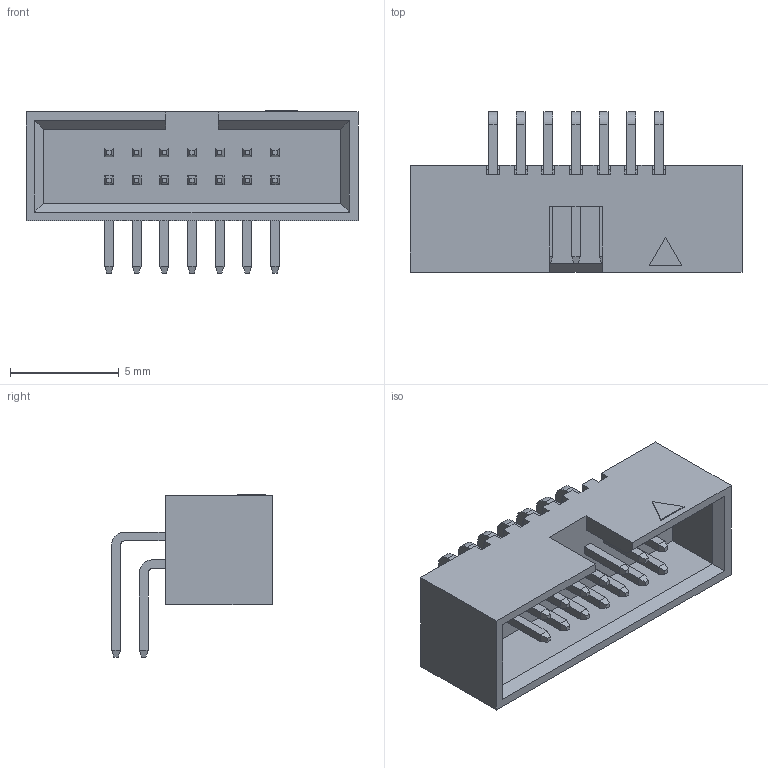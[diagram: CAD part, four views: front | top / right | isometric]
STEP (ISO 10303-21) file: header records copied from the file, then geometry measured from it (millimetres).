
FILE_DESCRIPTION(/* description */ ('Unknown'),/* implementation_level */ '2;1');
FILE_NAME(/* name */ '62701421721',/* time_stamp */ '2022-02-28T13:30:27+01:00',/* author */ ('Unknown'),/* organization */ ('Unknown'),/* preprocessor_version */ 'ST-DEVELOPER v16.7',/* originating_system */ 'Solid Edge',/* authorisation */ 'Unknown');
FILE_SCHEMA (('AUTOMOTIVE_DESIGN {1 0 10303 214 3 1 1}'));
Length unit declared in the file: millimetre
Products named in the file (4): 6270xx21721; 62701420621; 6270xx21721_Pin longue; 6270xx21721_Pin Courte
Assembly tree (15 placements, depth 2):
  6270xx21721
    62701420621
    6270xx21721_Pin longue  x7
    6270xx21721_Pin Courte  x7
Bounding box: 15.24 x 7.37 x 7.46 mm (x, y, z)
Volume: 238.9 mm3; surface area: 729.4 mm2
Topology: 15 solids, 15 shells, 429 faces, 1092 edges, 680 vertices
Faces by surface type: plane 401, cylinder 28
Entity records: 8256 total; most frequent: CARTESIAN_POINT 1233, ORIENTED_EDGE 1224, DIRECTION 1078, EDGE_CURVE 612, LINE 604, VECTOR 604, VERTEX_POINT 392, AXIS2_PLACEMENT_3D 237
